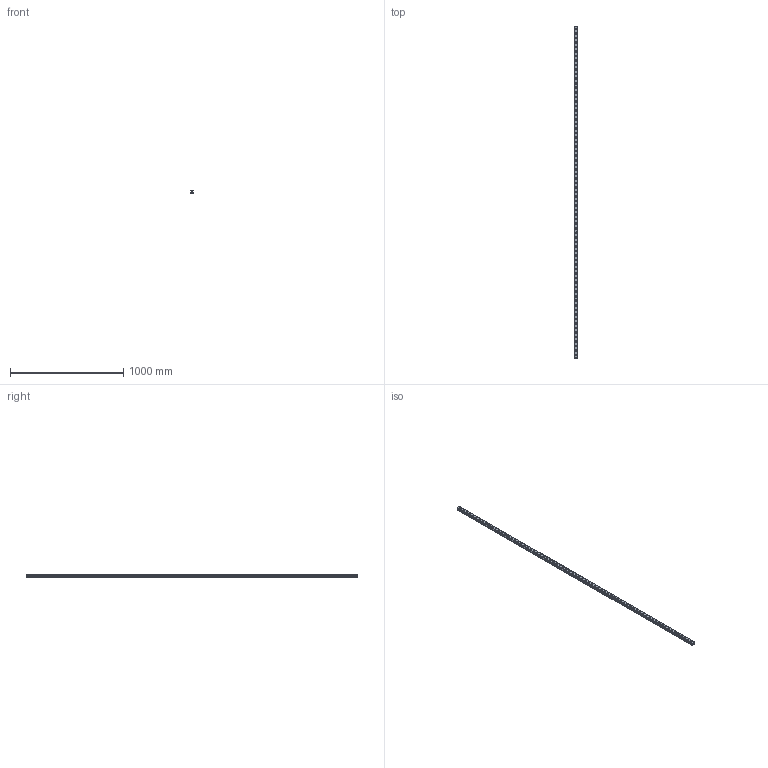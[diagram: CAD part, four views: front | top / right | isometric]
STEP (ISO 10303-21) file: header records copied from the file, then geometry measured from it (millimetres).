
FILE_DESCRIPTION(('STEP AP214'),'1');
FILE_NAME('cctmp_86338405-5F6F-4093-8A87-20B5589CF01B_2021_03_11_16_10_13_0284..stp','2021-03-11T15:10:13',('HIWIN GmbH'),('CADClick - www.CADClick.com'),'Spatial InterOp 3D',' ','unknown authorization');
FILE_SCHEMA(('AUTOMOTIVE_DESIGN'));
Length unit declared in the file: millimetre
Products named in the file (1): RGR30R2930H_FILE
Bounding box: 28 x 2930 x 28 mm (x, y, z)
Volume: 1682091.5 mm3; surface area: 434323.1 mm2
Topology: 1 solids, 1 shells, 772 faces, 1641 edges, 1094 vertices
Faces by surface type: cylinder 456, plane 316
Entity records: 27417 total; most frequent: DIRECTION 4099, CARTESIAN_POINT 3508, ORIENTED_EDGE 3282, AXIS2_PLACEMENT_3D 1685, EDGE_CURVE 1641, VERTEX_POINT 1094, EDGE_LOOP 995, CIRCLE 912
